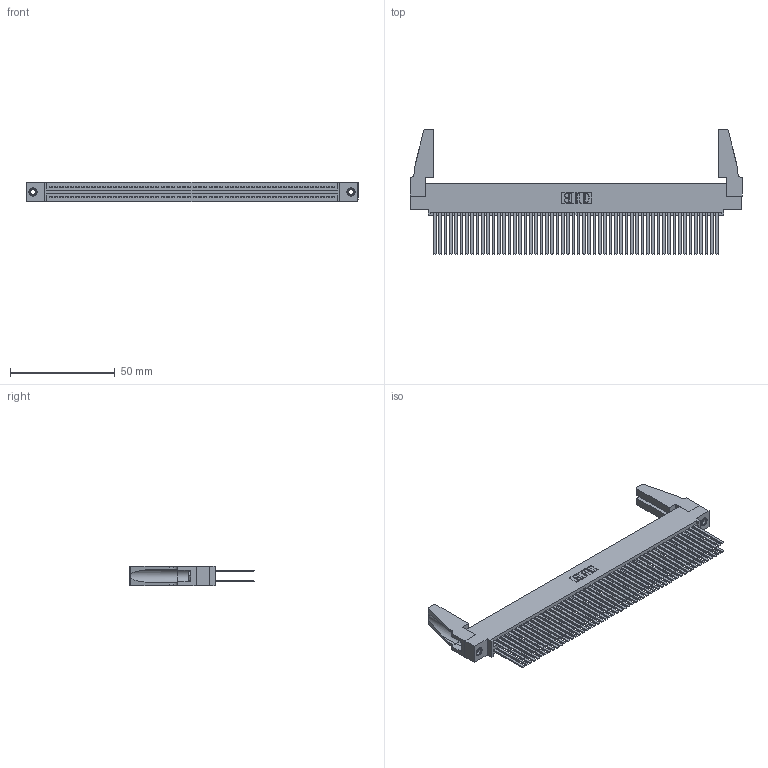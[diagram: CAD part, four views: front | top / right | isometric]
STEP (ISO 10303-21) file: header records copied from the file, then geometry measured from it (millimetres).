
FILE_DESCRIPTION (( 'STEP AP203' ), '1' );
FILE_NAME ('345-108-544-588.STEP', '2019-11-04T13:53:36', ( '' ), ( '' ), 'SwSTEP 2.0', 'SolidWorks 2016', '' );
FILE_SCHEMA (( 'CONFIG_CONTROL_DESIGN' ));
Length unit declared in the file: inch
Products named in the file (5): 345-108-544-588; 345-250-001_345-250-001-102; 345 Part_0.110 Offset - 0.156 Dia-TH; 345-292-001_345-293-144; 345-220-078_345-220-088
Assembly tree (113 placements, depth 2):
  345-108-544-588
    345 Part_0.110 Offset - 0.156 Dia-TH
    345-292-001_345-293-144  x108
    345-250-001_345-250-001-102  x2
    345-220-078_345-220-088  x2
Bounding box: 158.39 x 59.61 x 9.4 mm (x, y, z)
Volume: 20191 mm3; surface area: 32922.7 mm2
Topology: 113 solids, 113 shells, 5006 faces, 14815 edges, 9722 vertices
Faces by surface type: plane 3288, cylinder 1702, cone 12, torus 4
Entity records: 42850 total; most frequent: CARTESIAN_POINT 7166, ORIENTED_EDGE 7060, DIRECTION 6306, EDGE_CURVE 3530, VECTOR 3144, LINE 3144, VERTEX_POINT 2346, AXIS2_PLACEMENT_3D 1581
